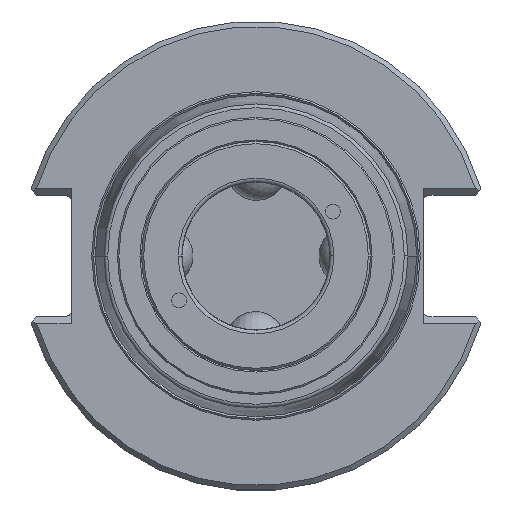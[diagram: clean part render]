
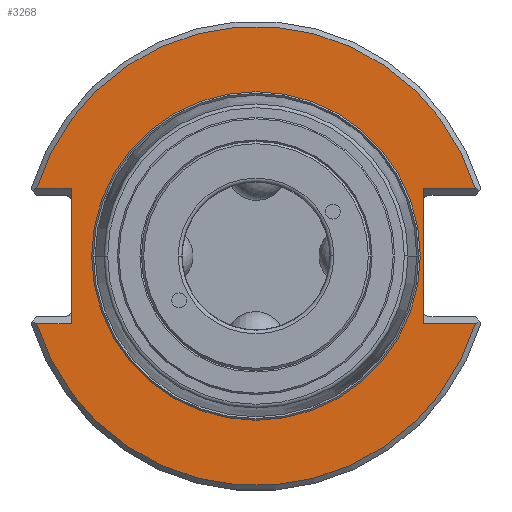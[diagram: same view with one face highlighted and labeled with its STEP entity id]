
A CAD part, front view. The second image highlights one B-rep face of the part: STEP entity #3268.
In plain terms, the highlighted planar face has unit normal (0, -1, 0).
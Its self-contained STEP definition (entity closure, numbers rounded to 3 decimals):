
#2=DIRECTION('',(0.,0.,1.));
#3=VECTOR('',#2,18.38);
#4=CARTESIAN_POINT('',(-25.,15.95,-9.19));
#5=LINE('',#4,#3);
#6=DIRECTION('',(0.,0.,1.));
#7=VECTOR('',#6,18.38);
#8=CARTESIAN_POINT('',(22.6,15.95,-9.19));
#9=LINE('',#8,#7);
#10=CARTESIAN_POINT('',(0.,15.95,0.));
#11=DIRECTION('',(0.,-1.,0.));
#12=DIRECTION('',(1.,0.,0.));
#13=AXIS2_PLACEMENT_3D('',#10,#11,#12);
#15=CARTESIAN_POINT('',(0.,15.95,0.));
#16=DIRECTION('',(0.,-1.,0.));
#17=DIRECTION('',(-1.,0.,0.));
#18=AXIS2_PLACEMENT_3D('',#15,#16,#17);
#35=DIRECTION('',(-1.,0.,0.));
#36=VECTOR('',#35,7.085);
#37=CARTESIAN_POINT('',(29.685,15.95,-9.19));
#38=LINE('',#37,#36);
#93=DIRECTION('',(1.,0.,0.));
#94=VECTOR('',#93,7.085);
#95=CARTESIAN_POINT('',(22.6,15.95,9.19));
#96=LINE('',#95,#94);
#104=CARTESIAN_POINT('',(0.,15.95,0.));
#105=DIRECTION('',(0.,-1.,0.));
#106=DIRECTION('',(0.955,0.,0.296));
#107=AXIS2_PLACEMENT_3D('',#104,#105,#106);
#129=DIRECTION('',(-1.,0.,0.));
#130=VECTOR('',#129,4.685);
#131=CARTESIAN_POINT('',(-25.,15.95,9.19));
#132=LINE('',#131,#130);
#376=DIRECTION('',(1.,0.,0.));
#377=VECTOR('',#376,4.685);
#378=CARTESIAN_POINT('',(-29.685,15.95,-9.19));
#379=LINE('',#378,#377);
#436=CARTESIAN_POINT('',(0.,15.95,0.));
#437=DIRECTION('',(0.,-1.,0.));
#438=DIRECTION('',(-0.955,0.,-0.296));
#439=AXIS2_PLACEMENT_3D('',#436,#437,#438);
#2774=CARTESIAN_POINT('',(22.225,15.95,0.));
#2775=CARTESIAN_POINT('',(-22.225,15.95,0.));
#2776=VERTEX_POINT('',#2774);
#2777=VERTEX_POINT('',#2775);
#2837=CARTESIAN_POINT('',(-25.,15.95,9.19));
#2838=CARTESIAN_POINT('',(-29.685,15.95,9.19));
#2839=VERTEX_POINT('',#2837);
#2840=VERTEX_POINT('',#2838);
#2841=CARTESIAN_POINT('',(-29.685,15.95,-9.19));
#2842=CARTESIAN_POINT('',(-25.,15.95,-9.19));
#2843=VERTEX_POINT('',#2841);
#2844=VERTEX_POINT('',#2842);
#2845=CARTESIAN_POINT('',(22.6,15.95,9.19));
#2846=CARTESIAN_POINT('',(29.685,15.95,9.19));
#2847=VERTEX_POINT('',#2845);
#2848=VERTEX_POINT('',#2846);
#2853=CARTESIAN_POINT('',(29.685,15.95,-9.19));
#2854=CARTESIAN_POINT('',(22.6,15.95,-9.19));
#2855=VERTEX_POINT('',#2853);
#2856=VERTEX_POINT('',#2854);
#3239=CARTESIAN_POINT('',(0.,15.95,0.));
#3240=DIRECTION('',(0.,-1.,0.));
#3241=DIRECTION('',(1.,0.,0.));
#3242=AXIS2_PLACEMENT_3D('',#3239,#3240,#3241);
#3243=PLANE('',#3242);
#3245=ORIENTED_EDGE('',*,*,#3244,.F.);
#3247=ORIENTED_EDGE('',*,*,#3246,.F.);
#3249=ORIENTED_EDGE('',*,*,#3248,.T.);
#3251=ORIENTED_EDGE('',*,*,#3250,.T.);
#3253=ORIENTED_EDGE('',*,*,#3252,.T.);
#3255=ORIENTED_EDGE('',*,*,#3254,.F.);
#3257=ORIENTED_EDGE('',*,*,#3256,.F.);
#3259=ORIENTED_EDGE('',*,*,#3258,.F.);
#3260=EDGE_LOOP('',(#3245,#3247,#3249,#3251,#3253,#3255,#3257,#3259));
#3261=FACE_OUTER_BOUND('',#3260,.F.);
#3263=ORIENTED_EDGE('',*,*,#3262,.T.);
#3265=ORIENTED_EDGE('',*,*,#3264,.T.);
#3266=EDGE_LOOP('',(#3263,#3265));
#3267=FACE_BOUND('',#3266,.F.);
#3268=ADVANCED_FACE('',(#3261,#3267),#3243,.T.);
#14=CIRCLE('',#13,22.225);
#19=CIRCLE('',#18,22.225);
#108=CIRCLE('',#107,31.075);
#440=CIRCLE('',#439,31.075);
#3244=EDGE_CURVE('',#2855,#2856,#38,.T.);
#3246=EDGE_CURVE('',#2843,#2855,#440,.T.);
#3248=EDGE_CURVE('',#2843,#2844,#379,.T.);
#3250=EDGE_CURVE('',#2844,#2839,#5,.T.);
#3252=EDGE_CURVE('',#2839,#2840,#132,.T.);
#3254=EDGE_CURVE('',#2848,#2840,#108,.T.);
#3256=EDGE_CURVE('',#2847,#2848,#96,.T.);
#3258=EDGE_CURVE('',#2856,#2847,#9,.T.);
#3262=EDGE_CURVE('',#2776,#2777,#14,.T.);
#3264=EDGE_CURVE('',#2777,#2776,#19,.T.);
